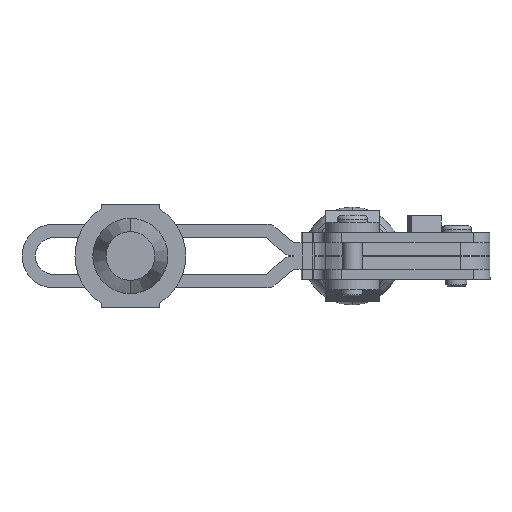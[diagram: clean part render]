
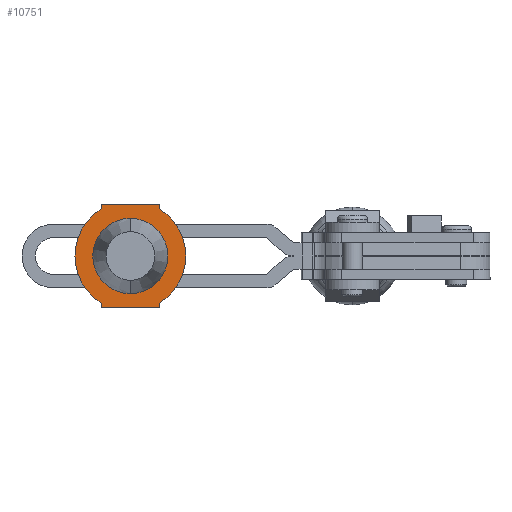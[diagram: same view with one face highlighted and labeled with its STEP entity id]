
A CAD part, front view. The second image highlights one B-rep face of the part: STEP entity #10751.
In plain terms, the highlighted planar face has unit normal (0, -1, 0).
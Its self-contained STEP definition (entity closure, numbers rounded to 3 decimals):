
#25 = CIRCLE ( 'NONE', #9766, 8.5 ) ;
#244 = CARTESIAN_POINT ( 'NONE',  ( -107.206, 41.46, 0. ) ) ;
#263 = DIRECTION ( 'NONE',  ( 0., -1., 0. ) ) ;
#301 = VECTOR ( 'NONE', #8855, 1000. ) ;
#346 = PLANE ( 'NONE',  #3615 ) ;
#380 = EDGE_LOOP ( 'NONE', ( #8842, #12471, #513, #2676, #8280, #2146 ) ) ;
#513 = ORIENTED_EDGE ( 'NONE', *, *, #2275, .F. ) ;
#903 = CARTESIAN_POINT ( 'NONE',  ( -98.509, 41.46, -14.034 ) ) ;
#920 = DIRECTION ( 'NONE',  ( 0., 0., 1. ) ) ;
#979 = DIRECTION ( 'NONE',  ( -1., 0., 0. ) ) ;
#984 = DIRECTION ( 'NONE',  ( 0., -1., 0. ) ) ;
#1001 = CARTESIAN_POINT ( 'NONE',  ( -107.206, 41.46, 0. ) ) ;
#1019 = VERTEX_POINT ( 'NONE', #8081 ) ;
#1178 = CARTESIAN_POINT ( 'NONE',  ( -115.903, 41.46, -14.034 ) ) ;
#1290 = EDGE_CURVE ( 'NONE', #11832, #3022, #11035, .T. ) ;
#1573 = DIRECTION ( 'NONE',  ( 0., -1., 0. ) ) ;
#1640 = EDGE_CURVE ( 'NONE', #1796, #4040, #12286, .T. ) ;
#1796 = VERTEX_POINT ( 'NONE', #3188 ) ;
#1860 = EDGE_CURVE ( 'NONE', #2891, #1019, #11195, .T. ) ;
#1931 = EDGE_CURVE ( 'NONE', #10284, #9915, #12913, .T. ) ;
#2092 = ORIENTED_EDGE ( 'NONE', *, *, #6974, .F. ) ;
#2146 = ORIENTED_EDGE ( 'NONE', *, *, #10250, .F. ) ;
#2206 = DIRECTION ( 'NONE',  ( 0., 0., -1. ) ) ;
#2275 = EDGE_CURVE ( 'NONE', #6282, #4177, #7567, .T. ) ;
#2401 = DIRECTION ( 'NONE',  ( -1., 0., 0. ) ) ;
#2519 = VECTOR ( 'NONE', #9879, 1000. ) ;
#2551 = LINE ( 'NONE', #11150, #2858 ) ;
#2576 = CARTESIAN_POINT ( 'NONE',  ( -102.956, 41.46, 7.361 ) ) ;
#2613 = DIRECTION ( 'NONE',  ( 0., -1., 0. ) ) ;
#2650 = AXIS2_PLACEMENT_3D ( 'NONE', #6388, #263, #7398 ) ;
#2660 = VECTOR ( 'NONE', #3233, 1000. ) ;
#2676 = ORIENTED_EDGE ( 'NONE', *, *, #10146, .F. ) ;
#2681 = ORIENTED_EDGE ( 'NONE', *, *, #8206, .F. ) ;
#2763 = CIRCLE ( 'NONE', #5745, 8.5 ) ;
#2858 = VECTOR ( 'NONE', #5132, 1000. ) ;
#2891 = VERTEX_POINT ( 'NONE', #10966 ) ;
#3012 = AXIS2_PLACEMENT_3D ( 'NONE', #3764, #3748, #3735 ) ;
#3022 = VERTEX_POINT ( 'NONE', #10040 ) ;
#3029 = LINE ( 'NONE', #10823, #301 ) ;
#3110 = ORIENTED_EDGE ( 'NONE', *, *, #6080, .T. ) ;
#3188 = CARTESIAN_POINT ( 'NONE',  ( -115.706, 41.46, 0. ) ) ;
#3233 = DIRECTION ( 'NONE',  ( 1., 0., 0. ) ) ;
#3249 = CARTESIAN_POINT ( 'NONE',  ( -111.456, 41.46, 7.361 ) ) ;
#3396 = VECTOR ( 'NONE', #920, 1000. ) ;
#3615 = AXIS2_PLACEMENT_3D ( 'NONE', #10554, #4528, #11561 ) ;
#3642 = CARTESIAN_POINT ( 'NONE',  ( -102.956, 41.46, -7.361 ) ) ;
#3673 = DIRECTION ( 'NONE',  ( -1., 0., 0. ) ) ;
#3735 = DIRECTION ( 'NONE',  ( 1., 0., 0. ) ) ;
#3748 = DIRECTION ( 'NONE',  ( 0., -1., 0. ) ) ;
#3764 = CARTESIAN_POINT ( 'NONE',  ( -107.206, 41.46, 0. ) ) ;
#3864 = ORIENTED_EDGE ( 'NONE', *, *, #4116, .T. ) ;
#3865 = CARTESIAN_POINT ( 'NONE',  ( -119.856, 41.46, -15.431 ) ) ;
#3886 = VECTOR ( 'NONE', #2206, 1000. ) ;
#3944 = DIRECTION ( 'NONE',  ( 0., -1., 0. ) ) ;
#4040 = VERTEX_POINT ( 'NONE', #4200 ) ;
#4116 = EDGE_CURVE ( 'NONE', #7332, #8292, #5059, .T. ) ;
#4177 = VERTEX_POINT ( 'NONE', #3249 ) ;
#4197 = LINE ( 'NONE', #1178, #3886 ) ;
#4200 = CARTESIAN_POINT ( 'NONE',  ( -111.456, 41.46, -7.361 ) ) ;
#4300 = DIRECTION ( 'NONE',  ( 0., -1., 0. ) ) ;
#4373 = CARTESIAN_POINT ( 'NONE',  ( -107.206, 41.46, 0. ) ) ;
#4528 = DIRECTION ( 'NONE',  ( 0., -1., 0. ) ) ;
#4571 = EDGE_CURVE ( 'NONE', #4177, #1796, #11641, .T. ) ;
#4576 = AXIS2_PLACEMENT_3D ( 'NONE', #1001, #984, #979 ) ;
#4676 = FACE_OUTER_BOUND ( 'NONE', #6146, .T. ) ;
#4684 = ORIENTED_EDGE ( 'NONE', *, *, #1290, .F. ) ;
#4840 = VERTEX_POINT ( 'NONE', #10035 ) ;
#4859 = CARTESIAN_POINT ( 'NONE',  ( -98.706, 41.46, 0. ) ) ;
#4998 = FACE_BOUND ( 'NONE', #380, .T. ) ;
#5059 = CIRCLE ( 'NONE', #3012, 16.51 ) ;
#5100 = CARTESIAN_POINT ( 'NONE',  ( -98.509, 41.46, -15.431 ) ) ;
#5132 = DIRECTION ( 'NONE',  ( 0., 0., 1. ) ) ;
#5281 = CARTESIAN_POINT ( 'NONE',  ( -107.206, 41.46, 0. ) ) ;
#5649 = AXIS2_PLACEMENT_3D ( 'NONE', #244, #6688, #10895 ) ;
#5745 = AXIS2_PLACEMENT_3D ( 'NONE', #10342, #4300, #11355 ) ;
#5872 = AXIS2_PLACEMENT_3D ( 'NONE', #4373, #3944, #3673 ) ;
#6080 = EDGE_CURVE ( 'NONE', #8292, #4840, #4197, .T. ) ;
#6103 = LINE ( 'NONE', #11037, #3396 ) ;
#6146 = EDGE_LOOP ( 'NONE', ( #3864, #3110, #2681, #2092, #8592, #11084, #10991, #4684, #7344 ) ) ;
#6282 = VERTEX_POINT ( 'NONE', #2576 ) ;
#6388 = CARTESIAN_POINT ( 'NONE',  ( -107.206, 41.46, 0. ) ) ;
#6479 = AXIS2_PLACEMENT_3D ( 'NONE', #7817, #7814, #7830 ) ;
#6688 = DIRECTION ( 'NONE',  ( 0., -1., 0. ) ) ;
#6974 = EDGE_CURVE ( 'NONE', #7297, #10994, #3029, .T. ) ;
#6989 = CARTESIAN_POINT ( 'NONE',  ( -115.903, 41.46, -14.034 ) ) ;
#7058 = CARTESIAN_POINT ( 'NONE',  ( -115.903, 41.46, 14.033 ) ) ;
#7297 = VERTEX_POINT ( 'NONE', #903 ) ;
#7332 = VERTEX_POINT ( 'NONE', #7058 ) ;
#7344 = ORIENTED_EDGE ( 'NONE', *, *, #10481, .F. ) ;
#7398 = DIRECTION ( 'NONE',  ( 1., 0., 0. ) ) ;
#7567 = CIRCLE ( 'NONE', #6479, 8.5 ) ;
#7721 = CIRCLE ( 'NONE', #2650, 16.51 ) ;
#7814 = DIRECTION ( 'NONE',  ( 0., -1., 0. ) ) ;
#7817 = CARTESIAN_POINT ( 'NONE',  ( -107.206, 41.46, 0. ) ) ;
#7830 = DIRECTION ( 'NONE',  ( -1., 0., 0. ) ) ;
#8081 = CARTESIAN_POINT ( 'NONE',  ( -98.509, 41.46, 14.033 ) ) ;
#8206 = EDGE_CURVE ( 'NONE', #10994, #4840, #10265, .T. ) ;
#8280 = ORIENTED_EDGE ( 'NONE', *, *, #1931, .F. ) ;
#8292 = VERTEX_POINT ( 'NONE', #6989 ) ;
#8592 = ORIENTED_EDGE ( 'NONE', *, *, #9492, .T. ) ;
#8690 = CARTESIAN_POINT ( 'NONE',  ( -115.903, 41.46, 15.43 ) ) ;
#8694 = CARTESIAN_POINT ( 'NONE',  ( -107.206, 41.46, 0. ) ) ;
#8842 = ORIENTED_EDGE ( 'NONE', *, *, #1640, .F. ) ;
#8855 = DIRECTION ( 'NONE',  ( 0., 0., -1. ) ) ;
#9492 = EDGE_CURVE ( 'NONE', #7297, #2891, #7721, .T. ) ;
#9668 = AXIS2_PLACEMENT_3D ( 'NONE', #5281, #1573, #2401 ) ;
#9678 = DIRECTION ( 'NONE',  ( -1., 0., 0. ) ) ;
#9766 = AXIS2_PLACEMENT_3D ( 'NONE', #8694, #2613, #9678 ) ;
#9879 = DIRECTION ( 'NONE',  ( -1., 0., 0. ) ) ;
#9915 = VERTEX_POINT ( 'NONE', #4859 ) ;
#10035 = CARTESIAN_POINT ( 'NONE',  ( -115.903, 41.46, -15.431 ) ) ;
#10040 = CARTESIAN_POINT ( 'NONE',  ( -98.509, 41.46, 15.43 ) ) ;
#10146 = EDGE_CURVE ( 'NONE', #9915, #6282, #2763, .T. ) ;
#10250 = EDGE_CURVE ( 'NONE', #4040, #10284, #25, .T. ) ;
#10265 = LINE ( 'NONE', #3865, #2519 ) ;
#10284 = VERTEX_POINT ( 'NONE', #3642 ) ;
#10342 = CARTESIAN_POINT ( 'NONE',  ( -107.206, 41.46, 0. ) ) ;
#10481 = EDGE_CURVE ( 'NONE', #7332, #11832, #6103, .T. ) ;
#10554 = CARTESIAN_POINT ( 'NONE',  ( -119.856, 41.46, -9. ) ) ;
#10751 = ADVANCED_FACE ( 'NONE', ( #4676, #4998 ), #346, .T. ) ;
#10823 = CARTESIAN_POINT ( 'NONE',  ( -98.509, 41.46, -9. ) ) ;
#10895 = DIRECTION ( 'NONE',  ( 1., 0., 0. ) ) ;
#10966 = CARTESIAN_POINT ( 'NONE',  ( -90.696, 41.46, 0. ) ) ;
#10991 = ORIENTED_EDGE ( 'NONE', *, *, #12012, .T. ) ;
#10994 = VERTEX_POINT ( 'NONE', #5100 ) ;
#11035 = LINE ( 'NONE', #12584, #2660 ) ;
#11037 = CARTESIAN_POINT ( 'NONE',  ( -115.903, 41.46, -9. ) ) ;
#11084 = ORIENTED_EDGE ( 'NONE', *, *, #1860, .T. ) ;
#11150 = CARTESIAN_POINT ( 'NONE',  ( -98.509, 41.46, 14.033 ) ) ;
#11195 = CIRCLE ( 'NONE', #5649, 16.51 ) ;
#11355 = DIRECTION ( 'NONE',  ( -1., 0., 0. ) ) ;
#11561 = DIRECTION ( 'NONE',  ( 1., 0., 0. ) ) ;
#11641 = CIRCLE ( 'NONE', #4576, 8.5 ) ;
#11832 = VERTEX_POINT ( 'NONE', #8690 ) ;
#12012 = EDGE_CURVE ( 'NONE', #1019, #3022, #2551, .T. ) ;
#12286 = CIRCLE ( 'NONE', #5872, 8.5 ) ;
#12471 = ORIENTED_EDGE ( 'NONE', *, *, #4571, .F. ) ;
#12584 = CARTESIAN_POINT ( 'NONE',  ( -119.856, 41.46, 15.43 ) ) ;
#12913 = CIRCLE ( 'NONE', #9668, 8.5 ) ;
